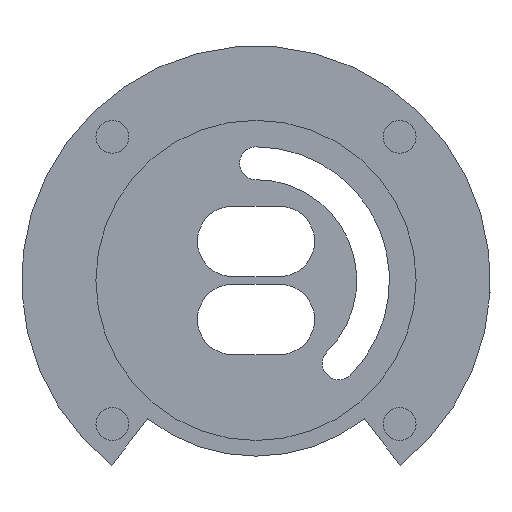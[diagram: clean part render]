
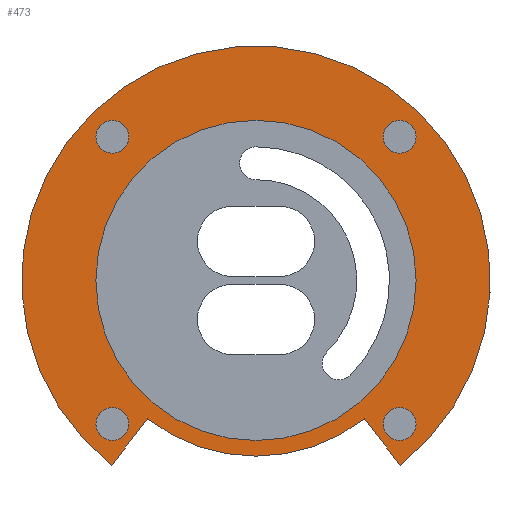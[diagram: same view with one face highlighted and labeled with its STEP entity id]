
A CAD part, left-side view. The second image highlights one B-rep face of the part: STEP entity #473.
In plain terms, the highlighted planar face has unit normal (-1, 0, 0).
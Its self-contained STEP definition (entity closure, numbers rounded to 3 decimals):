
#21=FACE_BOUND('',#131,.T.);
#22=FACE_BOUND('',#132,.T.);
#23=FACE_BOUND('',#133,.T.);
#24=FACE_BOUND('',#134,.T.);
#25=FACE_BOUND('',#135,.T.);
#27=CIRCLE('',#502,22.5);
#42=CIRCLE('',#524,2.1);
#44=CIRCLE('',#528,2.1);
#46=CIRCLE('',#532,2.1);
#48=CIRCLE('',#536,2.1);
#54=CIRCLE('',#553,30.);
#55=CIRCLE('',#554,20.5);
#96=FACE_OUTER_BOUND('',#130,.T.);
#130=EDGE_LOOP('',(#418,#419,#420,#421));
#131=EDGE_LOOP('',(#422));
#132=EDGE_LOOP('',(#423));
#133=EDGE_LOOP('',(#424));
#134=EDGE_LOOP('',(#425));
#135=EDGE_LOOP('',(#426));
#141=LINE('',#717,#174);
#144=LINE('',#728,#177);
#174=VECTOR('',#564,10.);
#177=VECTOR('',#575,10.);
#205=VERTEX_POINT('',#711);
#207=VERTEX_POINT('',#715);
#209=VERTEX_POINT('',#721);
#210=VERTEX_POINT('',#725);
#229=VERTEX_POINT('',#775);
#231=VERTEX_POINT('',#782);
#233=VERTEX_POINT('',#789);
#235=VERTEX_POINT('',#796);
#245=VERTEX_POINT('',#837);
#249=EDGE_CURVE('',#205,#207,#141,.T.);
#252=EDGE_CURVE('',#207,#209,#27,.T.);
#254=EDGE_CURVE('',#209,#210,#144,.T.);
#279=EDGE_CURVE('',#229,#229,#42,.T.);
#282=EDGE_CURVE('',#231,#231,#44,.T.);
#285=EDGE_CURVE('',#233,#233,#46,.T.);
#288=EDGE_CURVE('',#235,#235,#48,.T.);
#306=EDGE_CURVE('',#210,#205,#54,.T.);
#307=EDGE_CURVE('',#245,#245,#55,.T.);
#418=ORIENTED_EDGE('',*,*,#254,.T.);
#419=ORIENTED_EDGE('',*,*,#306,.T.);
#420=ORIENTED_EDGE('',*,*,#249,.T.);
#421=ORIENTED_EDGE('',*,*,#252,.T.);
#422=ORIENTED_EDGE('',*,*,#279,.T.);
#423=ORIENTED_EDGE('',*,*,#282,.T.);
#424=ORIENTED_EDGE('',*,*,#285,.T.);
#425=ORIENTED_EDGE('',*,*,#288,.T.);
#426=ORIENTED_EDGE('',*,*,#307,.T.);
#447=PLANE('',#552);
#473=ADVANCED_FACE('',(#96,#21,#22,#23,#24,#25),#447,.F.);
#502=AXIS2_PLACEMENT_3D('',#723,#570,#571);
#524=AXIS2_PLACEMENT_3D('',#777,#626,#627);
#528=AXIS2_PLACEMENT_3D('',#784,#635,#636);
#532=AXIS2_PLACEMENT_3D('',#791,#644,#645);
#536=AXIS2_PLACEMENT_3D('',#798,#653,#654);
#552=AXIS2_PLACEMENT_3D('',#835,#697,#698);
#553=AXIS2_PLACEMENT_3D('',#836,#699,#700);
#554=AXIS2_PLACEMENT_3D('',#838,#701,#702);
#564=DIRECTION('',(0.,-0.616,0.788));
#570=DIRECTION('center_axis',(-1.,0.,0.));
#571=DIRECTION('ref_axis',(0.,0.,1.));
#575=DIRECTION('',(0.,-0.616,-0.788));
#626=DIRECTION('center_axis',(1.,0.,0.));
#627=DIRECTION('ref_axis',(0.,0.,-1.));
#635=DIRECTION('center_axis',(1.,0.,0.));
#636=DIRECTION('ref_axis',(0.,0.,-1.));
#644=DIRECTION('center_axis',(1.,0.,0.));
#645=DIRECTION('ref_axis',(0.,0.,-1.));
#653=DIRECTION('center_axis',(1.,0.,0.));
#654=DIRECTION('ref_axis',(0.,0.,-1.));
#697=DIRECTION('center_axis',(1.,0.,0.));
#698=DIRECTION('ref_axis',(0.,0.,-1.));
#699=DIRECTION('center_axis',(-1.,0.,0.));
#700=DIRECTION('ref_axis',(0.,1.,0.));
#701=DIRECTION('center_axis',(1.,0.,0.));
#702=DIRECTION('ref_axis',(0.,-1.,0.));
#711=CARTESIAN_POINT('',(-5.,18.47,-23.64));
#715=CARTESIAN_POINT('',(-5.,13.852,-17.73));
#717=CARTESIAN_POINT('',(-5.,6.926,-8.865));
#721=CARTESIAN_POINT('',(-5.,-13.852,-17.73));
#723=CARTESIAN_POINT('Origin',(-5.,0.,0.));
#725=CARTESIAN_POINT('',(-5.,-18.47,-23.64));
#728=CARTESIAN_POINT('',(-5.,-9.296,-11.898));
#775=CARTESIAN_POINT('',(-5.,18.385,-16.285));
#777=CARTESIAN_POINT('Origin',(-5.,18.385,-18.385));
#782=CARTESIAN_POINT('',(-5.,-18.385,-16.285));
#784=CARTESIAN_POINT('Origin',(-5.,-18.385,-18.385));
#789=CARTESIAN_POINT('',(-5.,18.385,20.485));
#791=CARTESIAN_POINT('Origin',(-5.,18.385,18.385));
#796=CARTESIAN_POINT('',(-5.,-18.385,20.485));
#798=CARTESIAN_POINT('Origin',(-5.,-18.385,18.385));
#835=CARTESIAN_POINT('Origin',(-5.,0.,0.));
#836=CARTESIAN_POINT('Origin',(-5.,0.,0.));
#837=CARTESIAN_POINT('',(-5.,20.5,0.));
#838=CARTESIAN_POINT('Origin',(-5.,0.,0.));
